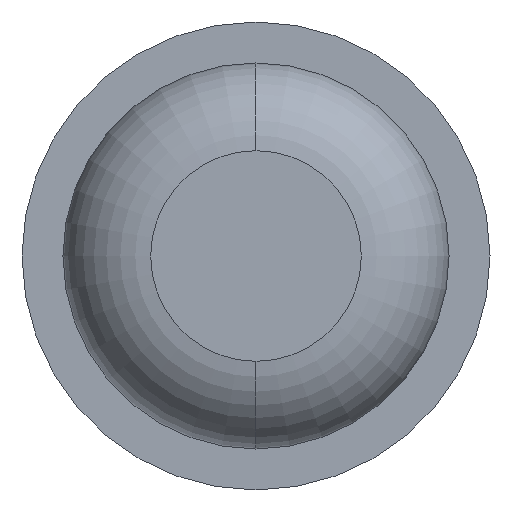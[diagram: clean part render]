
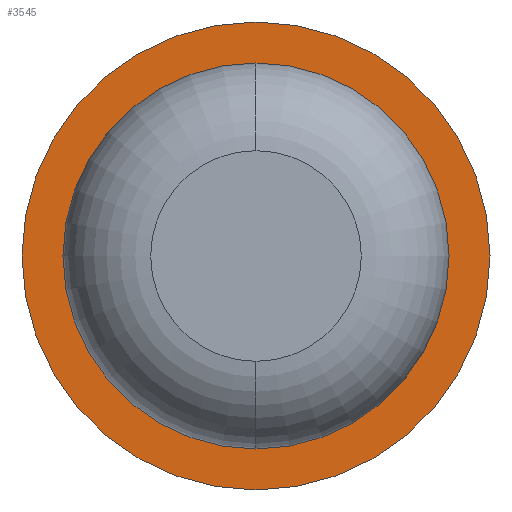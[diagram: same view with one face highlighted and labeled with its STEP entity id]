
A CAD part, front view. The second image highlights one B-rep face of the part: STEP entity #3545.
In plain terms, the highlighted planar face has unit normal (0, -1, 0).
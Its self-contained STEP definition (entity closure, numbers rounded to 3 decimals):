
#119 = AXIS2_PLACEMENT_3D ( 'NONE', #2387, #3106, #419 ) ;
#419 = DIRECTION ( 'NONE',  ( -1., 0., 0. ) ) ;
#456 = AXIS2_PLACEMENT_3D ( 'NONE', #614, #1559, #1244 ) ;
#614 = CARTESIAN_POINT ( 'NONE',  ( 0., -9., 0. ) ) ;
#875 = EDGE_CURVE ( 'Defeature ausgef�hrt1_5+Defeature ausgef�hrt1_4+Defeature ausgef�hrt1_4+Defeature ausgef�hrt1_4', #4128, #3799, #3002, .T. ) ;
#973 = VERTEX_POINT ( 'NONE', #3176 ) ;
#977 = CARTESIAN_POINT ( 'NONE',  ( 0., -9., 0.825 ) ) ;
#1233 = EDGE_CURVE ( 'Defeature ausgef�hrt1_4+Defeature ausgef�hrt1_0+Defeature ausgef�hrt1_0+Defeature ausgef�hrt1_0', #2477, #973, #3422, .T. ) ;
#1244 = DIRECTION ( 'NONE',  ( -1., 0., 0. ) ) ;
#1559 = DIRECTION ( 'NONE',  ( 0., 1., 0. ) ) ;
#1629 = EDGE_CURVE ( 'Defeature ausgef�hrt1_4+Defeature ausgef�hrt1_0+Defeature ausgef�hrt1_0+Defeature ausgef�hrt1_0', #973, #2477, #3323, .T. ) ;
#2058 = CIRCLE ( 'NONE', #456, 1. ) ;
#2275 = CARTESIAN_POINT ( 'NONE',  ( 0.825, -9., 0. ) ) ;
#2304 = CARTESIAN_POINT ( 'NONE',  ( -1., -9., 0. ) ) ;
#2356 = EDGE_CURVE ( 'Defeature ausgef�hrt1_5+Defeature ausgef�hrt1_4+Defeature ausgef�hrt1_4+Defeature ausgef�hrt1_4', #3799, #4128, #2058, .T. ) ;
#2387 = CARTESIAN_POINT ( 'NONE',  ( 0., -9., 0. ) ) ;
#2405 = ORIENTED_EDGE ( 'NONE', *, *, #1233, .T. ) ;
#2434 = CARTESIAN_POINT ( 'NONE',  ( 0., -9., 0. ) ) ;
#2477 = VERTEX_POINT ( 'NONE', #977 ) ;
#2514 = CARTESIAN_POINT ( 'NONE',  ( 1., -9., 0. ) ) ;
#2521 = ORIENTED_EDGE ( 'NONE', *, *, #875, .F. ) ;
#2532 = FACE_OUTER_BOUND ( 'NONE', #2697, .T. ) ;
#2556 = ORIENTED_EDGE ( 'NONE', *, *, #1629, .T. ) ;
#2697 = EDGE_LOOP ( 'NONE', ( #3040, #2521 ) ) ;
#2730 = AXIS2_PLACEMENT_3D ( 'NONE', #3169, #4111, #3124 ) ;
#3002 = CIRCLE ( 'NONE', #3919, 1. ) ;
#3032 = EDGE_LOOP ( 'NONE', ( #2405, #2556 ) ) ;
#3040 = ORIENTED_EDGE ( 'NONE', *, *, #2356, .F. ) ;
#3106 = DIRECTION ( 'NONE',  ( 0., 1., 0. ) ) ;
#3110 = DIRECTION ( 'NONE',  ( 0., 1., 0. ) ) ;
#3124 = DIRECTION ( 'NONE',  ( -1., 0., 0. ) ) ;
#3169 = CARTESIAN_POINT ( 'NONE',  ( 0., -9., 0. ) ) ;
#3176 = CARTESIAN_POINT ( 'NONE',  ( 0., -9., -0.825 ) ) ;
#3258 = DIRECTION ( 'NONE',  ( 0., 1., 0. ) ) ;
#3323 = CIRCLE ( 'NONE', #119, 0.825 ) ;
#3422 = CIRCLE ( 'NONE', #2730, 0.825 ) ;
#3461 = AXIS2_PLACEMENT_3D ( 'NONE', #2275, #3258, #4229 ) ;
#3545 = ADVANCED_FACE ( 'Defeature ausgef�hrt1_4', ( #2532, #4198 ), #4245, .F. ) ;
#3799 = VERTEX_POINT ( 'NONE', #2304 ) ;
#3919 = AXIS2_PLACEMENT_3D ( 'NONE', #2434, #3110, #4053 ) ;
#4053 = DIRECTION ( 'NONE',  ( -1., 0., 0. ) ) ;
#4111 = DIRECTION ( 'NONE',  ( 0., 1., 0. ) ) ;
#4128 = VERTEX_POINT ( 'NONE', #2514 ) ;
#4198 = FACE_BOUND ( 'NONE', #3032, .T. ) ;
#4229 = DIRECTION ( 'NONE',  ( -1., 0., 0. ) ) ;
#4245 = PLANE ( 'NONE',  #3461 ) ;
